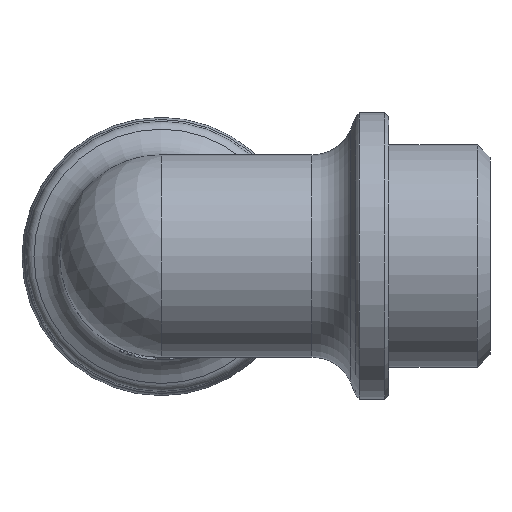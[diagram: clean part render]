
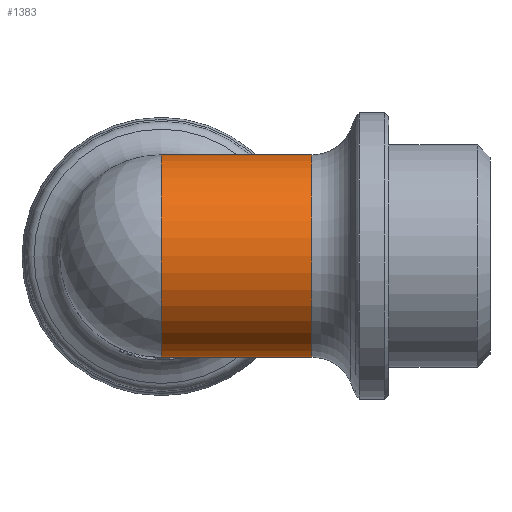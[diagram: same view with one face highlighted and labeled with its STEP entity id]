
A CAD part, top view. The second image highlights one B-rep face of the part: STEP entity #1383.
In plain terms, the highlighted cylindrical face has radius 12 mm (diameter 24 mm), a full revolution.
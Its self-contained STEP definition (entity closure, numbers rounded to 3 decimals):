
#275=ELLIPSE('',#1498,20.,12.);
#290=CYLINDRICAL_SURFACE('',#1511,12.);
#318=FACE_BOUND('',#520,.T.);
#405=FACE_OUTER_BOUND('',#519,.T.);
#519=EDGE_LOOP('',(#1285,#1286));
#520=EDGE_LOOP('',(#1287));
#586=CIRCLE('',#1501,12.);
#591=CIRCLE('',#1512,12.);
#705=VERTEX_POINT('',#3018);
#706=VERTEX_POINT('',#3019);
#724=VERTEX_POINT('',#3135);
#907=EDGE_CURVE('',#706,#705,#275,.T.);
#908=EDGE_CURVE('',#706,#705,#586,.T.);
#913=EDGE_CURVE('',#724,#724,#591,.T.);
#1285=ORIENTED_EDGE('',*,*,#907,.F.);
#1286=ORIENTED_EDGE('',*,*,#908,.T.);
#1287=ORIENTED_EDGE('',*,*,#913,.F.);
#1383=ADVANCED_FACE('',(#405,#318),#290,.T.);
#1498=AXIS2_PLACEMENT_3D('',#3117,#1811,#1812);
#1501=AXIS2_PLACEMENT_3D('',#3120,#1817,#1818);
#1511=AXIS2_PLACEMENT_3D('',#3134,#1837,#1838);
#1512=AXIS2_PLACEMENT_3D('',#3136,#1839,#1840);
#1811=DIRECTION('center_axis',(-0.6,0.,-0.8));
#1812=DIRECTION('ref_axis',(0.8,0.,-0.6));
#1817=DIRECTION('center_axis',(1.,0.,0.));
#1818=DIRECTION('ref_axis',(0.,0.,-1.));
#1837=DIRECTION('center_axis',(1.,0.,0.));
#1838=DIRECTION('ref_axis',(0.,1.,0.));
#1839=DIRECTION('center_axis',(1.,0.,0.));
#1840=DIRECTION('ref_axis',(0.,0.,-1.));
#3018=CARTESIAN_POINT('',(0.,-12.,0.));
#3019=CARTESIAN_POINT('',(0.,12.,0.));
#3117=CARTESIAN_POINT('Origin',(0.,0.,0.));
#3120=CARTESIAN_POINT('Origin',(0.,0.,0.));
#3134=CARTESIAN_POINT('Origin',(8.943,0.,0.));
#3135=CARTESIAN_POINT('',(17.887,12.,0.));
#3136=CARTESIAN_POINT('Origin',(17.887,0.,0.));
